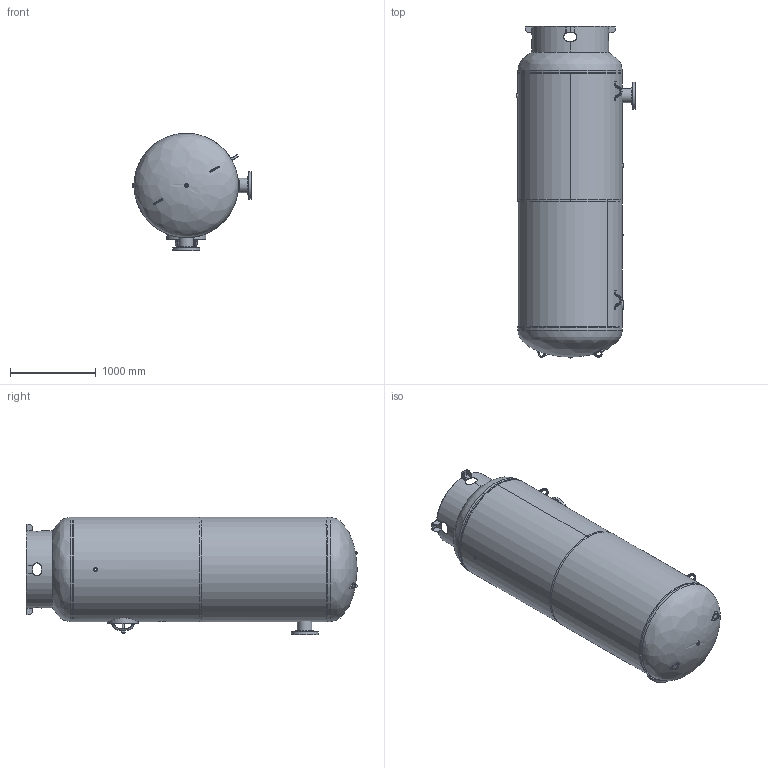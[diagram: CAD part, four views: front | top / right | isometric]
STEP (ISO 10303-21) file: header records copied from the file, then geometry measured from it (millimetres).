
FILE_DESCRIPTION(/* description */ ('FIRST LINE DESCRIPTION'),/* implementation_level */ '2;1');
FILE_NAME(/* name */ 'A10132-300.stp',/* time_stamp */ '2020-08-13T10:45:56-04:00',/* author */ ('matt.gilbert'),/* organization */ ('STEEL FAB IF WE MAKE IT, VENDOR IF WE DON''T'),/* preprocessor_version */ 'ST-DEVELOPER v17.2',/* originating_system */ 'Autodesk Inventor 2019',/* authorisation */ 'CHECKERS BOSS');
FILE_SCHEMA (('AUTOMOTIVE_DESIGN { 1 0 10303 214 3 1 1 }'));
Length unit declared in the file: inch
Products named in the file (24): A10132-300; H48500P; A10132-300-SL1; A10132-300-SL2; S100343-S; 12.00 X 16.00 X 4.000 X 1.000 RNG; 12X16 300# COVER; S100343-1 GASKET; YOKE; B00005; ANSI B18.2.1 - 1-8x5.5; S105494; S102152; F206300; F603000H; F601000H; F601000; F600250; S102114; S100066; S102021; S101972; A10132-300-NP; 64-784-H
Assembly tree (35 placements, depth 3):
  A10132-300
    H48500P  x2
    A10132-300-SL1
    A10132-300-SL2
    S100343-S
      12.00 X 16.00 X 4.000 X 1.000 RNG
      12X16 300# COVER
      S100343-1 GASKET
      YOKE  x2
      B00005  x2
      ANSI B18.2.1 - 1-8x5.5  x2
    S105494  x2
      S102152
      F206300
    F603000H
    F601000H  x2
    F601000  x2
    F600250
    S102114
      S100066
      S102021  x4
    S101972  x2
    A10132-300-NP
    64-784-H  x2
Bounding box: 1389.07 x 3873.5 x 1371.6 mm (x, y, z)
Volume: 202259633.8 mm3; surface area: 33548326.3 mm2
Topology: 39 solids, 39 shells, 801 faces, 2093 edges, 1365 vertices
Faces by surface type: plane 379, cylinder 224, bspline 105, cone 49, torus 44
Full cylindrical faces by diameter (mm): 9.525 x4, 10.719 x1, 12.7 x3, 19.05 x1, 21.971 x2, 22.225 x24, 25.4 x6, 28.575 x2, 30.302 x6, 44.45 x4, 76.2 x1, 82.55 x1, 107.95 x1, 146.329 x2, 152.4 x2, 168.275 x2, 170.688 x2, 215.9 x2, 317.5 x2, 892.592 x1, 901.7 x1, 1193.8 x2, 1193.803 x2, 1219.2 x2, 1219.203 x2
Entity records: 22925 total; most frequent: CARTESIAN_POINT 8891, ORIENTED_EDGE 2810, DIRECTION 2630, EDGE_CURVE 1405, AXIS2_PLACEMENT_3D 1033, VERTEX_POINT 937, EDGE_LOOP 632, LINE 564
